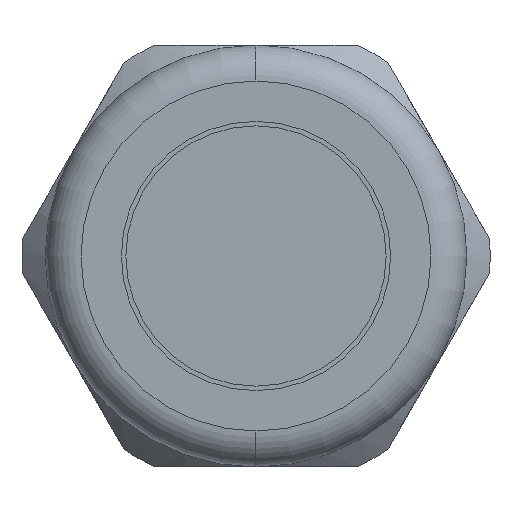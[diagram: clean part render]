
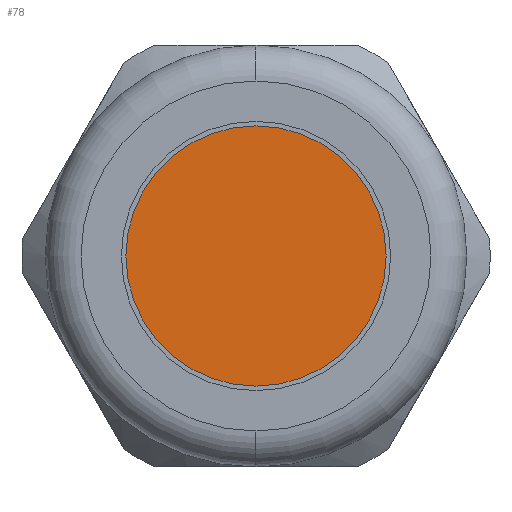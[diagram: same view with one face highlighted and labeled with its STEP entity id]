
A CAD part, left-side view. The second image highlights one B-rep face of the part: STEP entity #78.
In plain terms, the highlighted planar face has unit normal (-1, 0, 0).
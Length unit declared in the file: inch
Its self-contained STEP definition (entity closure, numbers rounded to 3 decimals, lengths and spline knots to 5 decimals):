
#1 = ORIENTED_EDGE ( 'NONE', *, *, #82, .T. ) ;
#5 = EDGE_CURVE ( 'NONE', #148, #80, #2042, .T. ) ;
#54 = ORIENTED_EDGE ( 'NONE', *, *, #5, .T. ) ;
#56 = EDGE_LOOP ( 'NONE', ( #54, #1 ) ) ;
#78 = ADVANCED_FACE ( 'NONE', ( #2158 ), #2157, .T. ) ;
#80 = VERTEX_POINT ( 'NONE', #2152 ) ;
#82 = EDGE_CURVE ( 'NONE', #80, #148, #2146, .T. ) ;
#148 = VERTEX_POINT ( 'NONE', #2274 ) ;
#2038 = DIRECTION ( 'NONE',  ( 0., 0., 1. ) ) ;
#2039 = DIRECTION ( 'NONE',  ( -1., 0., 0. ) ) ;
#2040 = CARTESIAN_POINT ( 'NONE',  ( -1.35, 0., 0. ) ) ;
#2041 = AXIS2_PLACEMENT_3D ( 'NONE', #2040, #2039, #2038 ) ;
#2042 = CIRCLE ( 'NONE', #2041, 0.29 ) ;
#2142 = DIRECTION ( 'NONE',  ( 0., 0., 1. ) ) ;
#2143 = DIRECTION ( 'NONE',  ( -1., 0., 0. ) ) ;
#2144 = CARTESIAN_POINT ( 'NONE',  ( -1.35, 0., 0. ) ) ;
#2145 = AXIS2_PLACEMENT_3D ( 'NONE', #2144, #2143, #2142 ) ;
#2146 = CIRCLE ( 'NONE', #2145, 0.29 ) ;
#2152 = CARTESIAN_POINT ( 'NONE',  ( -1.35, 0., -0.29 ) ) ;
#2153 = DIRECTION ( 'NONE',  ( 0., 0., 1. ) ) ;
#2154 = DIRECTION ( 'NONE',  ( -1., 0., 0. ) ) ;
#2155 = CARTESIAN_POINT ( 'NONE',  ( -1.35, 0., 0. ) ) ;
#2156 = AXIS2_PLACEMENT_3D ( 'NONE', #2155, #2154, #2153 ) ;
#2157 = PLANE ( 'NONE',  #2156 ) ;
#2158 = FACE_OUTER_BOUND ( 'NONE', #56, .T. ) ;
#2274 = CARTESIAN_POINT ( 'NONE',  ( -1.35, 0., 0.29 ) ) ;
